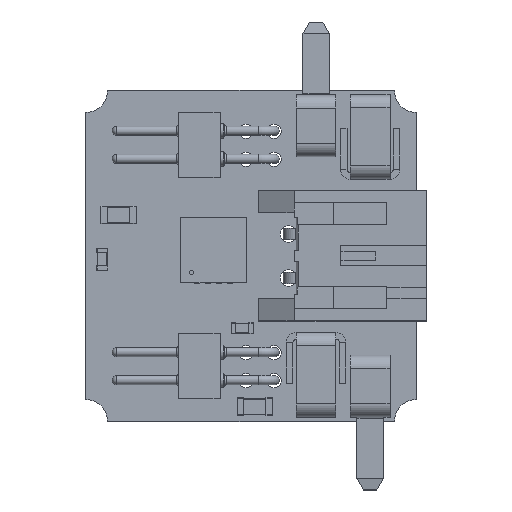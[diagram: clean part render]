
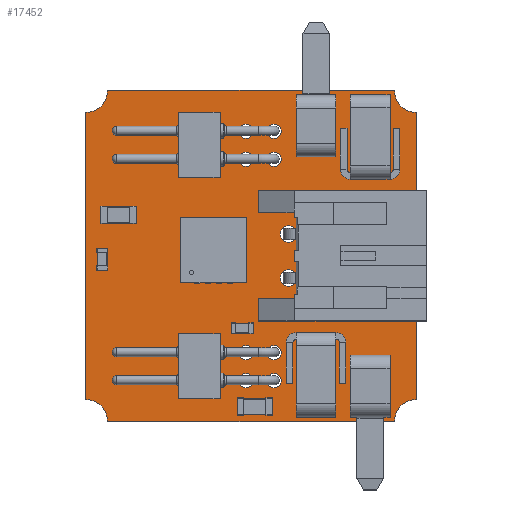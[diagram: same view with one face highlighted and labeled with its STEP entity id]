
A CAD part, top view. The second image highlights one B-rep face of the part: STEP entity #17452.
In plain terms, the highlighted planar face has unit normal (0, 0, 1).
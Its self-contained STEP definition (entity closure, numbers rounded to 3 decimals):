
#17149 = VERTEX_POINT('',#17150);
#17150 = CARTESIAN_POINT('',(6.5,7.5,1.51));
#17156 = EDGE_CURVE('',#17149,#17157,#17159,.T.);
#17157 = VERTEX_POINT('',#17158);
#17158 = CARTESIAN_POINT('',(7.5,6.5,1.51));
#17159 = CIRCLE('',#17160,1.);
#17160 = AXIS2_PLACEMENT_3D('',#17161,#17162,#17163);
#17161 = CARTESIAN_POINT('',(7.5,7.5,1.51));
#17162 = DIRECTION('',(0.,0.,1.));
#17163 = DIRECTION('',(-1.,0.,0.));
#17191 = VERTEX_POINT('',#17192);
#17192 = CARTESIAN_POINT('',(-6.5,7.5,1.51));
#17198 = EDGE_CURVE('',#17191,#17149,#17199,.T.);
#17199 = LINE('',#17200,#17201);
#17200 = CARTESIAN_POINT('',(-6.5,7.5,1.51));
#17201 = VECTOR('',#17202,1.);
#17202 = DIRECTION('',(1.,0.,0.));
#17220 = EDGE_CURVE('',#17157,#17221,#17223,.T.);
#17221 = VERTEX_POINT('',#17222);
#17222 = CARTESIAN_POINT('',(7.5,-6.5,1.51));
#17223 = LINE('',#17224,#17225);
#17224 = CARTESIAN_POINT('',(7.5,6.5,1.51));
#17225 = VECTOR('',#17226,1.);
#17226 = DIRECTION('',(0.,-1.,0.));
#17452 = ADVANCED_FACE('',(#17453,#17499,#17510,#17521,#17532,#17543,
    #17554,#17565,#17576,#17587,#17598,#17609,#17620,#17631,#17642),
  #17653,.T.);
#17453 = FACE_BOUND('',#17454,.T.);
#17454 = EDGE_LOOP('',(#17455,#17456,#17457,#17466,#17474,#17483,#17491,
    #17498));
#17455 = ORIENTED_EDGE('',*,*,#17156,.F.);
#17456 = ORIENTED_EDGE('',*,*,#17198,.F.);
#17457 = ORIENTED_EDGE('',*,*,#17458,.F.);
#17458 = EDGE_CURVE('',#17459,#17191,#17461,.T.);
#17459 = VERTEX_POINT('',#17460);
#17460 = CARTESIAN_POINT('',(-7.5,6.5,1.51));
#17461 = CIRCLE('',#17462,1.);
#17462 = AXIS2_PLACEMENT_3D('',#17463,#17464,#17465);
#17463 = CARTESIAN_POINT('',(-7.5,7.5,1.51));
#17464 = DIRECTION('',(0.,0.,1.));
#17465 = DIRECTION('',(0.,-1.,0.));
#17466 = ORIENTED_EDGE('',*,*,#17467,.F.);
#17467 = EDGE_CURVE('',#17468,#17459,#17470,.T.);
#17468 = VERTEX_POINT('',#17469);
#17469 = CARTESIAN_POINT('',(-7.5,-6.5,1.51));
#17470 = LINE('',#17471,#17472);
#17471 = CARTESIAN_POINT('',(-7.5,-6.5,1.51));
#17472 = VECTOR('',#17473,1.);
#17473 = DIRECTION('',(0.,1.,0.));
#17474 = ORIENTED_EDGE('',*,*,#17475,.F.);
#17475 = EDGE_CURVE('',#17476,#17468,#17478,.T.);
#17476 = VERTEX_POINT('',#17477);
#17477 = CARTESIAN_POINT('',(-6.5,-7.5,1.51));
#17478 = CIRCLE('',#17479,1.);
#17479 = AXIS2_PLACEMENT_3D('',#17480,#17481,#17482);
#17480 = CARTESIAN_POINT('',(-7.5,-7.5,1.51));
#17481 = DIRECTION('',(0.,0.,1.));
#17482 = DIRECTION('',(1.,0.,0.));
#17483 = ORIENTED_EDGE('',*,*,#17484,.F.);
#17484 = EDGE_CURVE('',#17485,#17476,#17487,.T.);
#17485 = VERTEX_POINT('',#17486);
#17486 = CARTESIAN_POINT('',(6.5,-7.5,1.51));
#17487 = LINE('',#17488,#17489);
#17488 = CARTESIAN_POINT('',(6.5,-7.5,1.51));
#17489 = VECTOR('',#17490,1.);
#17490 = DIRECTION('',(-1.,0.,0.));
#17491 = ORIENTED_EDGE('',*,*,#17492,.F.);
#17492 = EDGE_CURVE('',#17221,#17485,#17493,.T.);
#17493 = CIRCLE('',#17494,1.);
#17494 = AXIS2_PLACEMENT_3D('',#17495,#17496,#17497);
#17495 = CARTESIAN_POINT('',(7.5,-7.5,1.51));
#17496 = DIRECTION('',(0.,0.,1.));
#17497 = DIRECTION('',(0.,1.,-0.));
#17498 = ORIENTED_EDGE('',*,*,#17220,.F.);
#17499 = FACE_BOUND('',#17500,.T.);
#17500 = EDGE_LOOP('',(#17501));
#17501 = ORIENTED_EDGE('',*,*,#17502,.T.);
#17502 = EDGE_CURVE('',#17503,#17503,#17505,.T.);
#17503 = VERTEX_POINT('',#17504);
#17504 = CARTESIAN_POINT('',(-0.22,-5.975,1.51));
#17505 = CIRCLE('',#17506,0.325);
#17506 = AXIS2_PLACEMENT_3D('',#17507,#17508,#17509);
#17507 = CARTESIAN_POINT('',(-0.22,-5.65,1.51));
#17508 = DIRECTION('',(-0.,0.,-1.));
#17509 = DIRECTION('',(0.,-1.,-0.));
#17510 = FACE_BOUND('',#17511,.T.);
#17511 = EDGE_LOOP('',(#17512));
#17512 = ORIENTED_EDGE('',*,*,#17513,.T.);
#17513 = EDGE_CURVE('',#17514,#17514,#17516,.T.);
#17514 = VERTEX_POINT('',#17515);
#17515 = CARTESIAN_POINT('',(-0.22,-4.705,1.51));
#17516 = CIRCLE('',#17517,0.325);
#17517 = AXIS2_PLACEMENT_3D('',#17518,#17519,#17520);
#17518 = CARTESIAN_POINT('',(-0.22,-4.38,1.51));
#17519 = DIRECTION('',(-0.,0.,-1.));
#17520 = DIRECTION('',(0.,-1.,-0.));
#17521 = FACE_BOUND('',#17522,.T.);
#17522 = EDGE_LOOP('',(#17523));
#17523 = ORIENTED_EDGE('',*,*,#17524,.T.);
#17524 = EDGE_CURVE('',#17525,#17525,#17527,.T.);
#17525 = VERTEX_POINT('',#17526);
#17526 = CARTESIAN_POINT('',(-2.225,-0.425,1.51));
#17527 = CIRCLE('',#17528,0.15);
#17528 = AXIS2_PLACEMENT_3D('',#17529,#17530,#17531);
#17529 = CARTESIAN_POINT('',(-2.225,-0.275,1.51));
#17530 = DIRECTION('',(-0.,0.,-1.));
#17531 = DIRECTION('',(-0.,-1.,0.));
#17532 = FACE_BOUND('',#17533,.T.);
#17533 = EDGE_LOOP('',(#17534));
#17534 = ORIENTED_EDGE('',*,*,#17535,.T.);
#17535 = EDGE_CURVE('',#17536,#17536,#17538,.T.);
#17536 = VERTEX_POINT('',#17537);
#17537 = CARTESIAN_POINT('',(-1.175,-0.425,1.51));
#17538 = CIRCLE('',#17539,0.15);
#17539 = AXIS2_PLACEMENT_3D('',#17540,#17541,#17542);
#17540 = CARTESIAN_POINT('',(-1.175,-0.275,1.51));
#17541 = DIRECTION('',(-0.,0.,-1.));
#17542 = DIRECTION('',(0.,-1.,0.));
#17543 = FACE_BOUND('',#17544,.T.);
#17544 = EDGE_LOOP('',(#17545));
#17545 = ORIENTED_EDGE('',*,*,#17546,.T.);
#17546 = EDGE_CURVE('',#17547,#17547,#17549,.T.);
#17547 = VERTEX_POINT('',#17548);
#17548 = CARTESIAN_POINT('',(1.05,-5.975,1.51));
#17549 = CIRCLE('',#17550,0.325);
#17550 = AXIS2_PLACEMENT_3D('',#17551,#17552,#17553);
#17551 = CARTESIAN_POINT('',(1.05,-5.65,1.51));
#17552 = DIRECTION('',(-0.,0.,-1.));
#17553 = DIRECTION('',(-0.,-1.,0.));
#17554 = FACE_BOUND('',#17555,.T.);
#17555 = EDGE_LOOP('',(#17556));
#17556 = ORIENTED_EDGE('',*,*,#17557,.T.);
#17557 = EDGE_CURVE('',#17558,#17558,#17560,.T.);
#17558 = VERTEX_POINT('',#17559);
#17559 = CARTESIAN_POINT('',(1.05,-4.705,1.51));
#17560 = CIRCLE('',#17561,0.325);
#17561 = AXIS2_PLACEMENT_3D('',#17562,#17563,#17564);
#17562 = CARTESIAN_POINT('',(1.05,-4.38,1.51));
#17563 = DIRECTION('',(-0.,0.,-1.));
#17564 = DIRECTION('',(-0.,-1.,0.));
#17565 = FACE_BOUND('',#17566,.T.);
#17566 = EDGE_LOOP('',(#17567));
#17567 = ORIENTED_EDGE('',*,*,#17568,.T.);
#17568 = EDGE_CURVE('',#17569,#17569,#17571,.T.);
#17569 = VERTEX_POINT('',#17570);
#17570 = CARTESIAN_POINT('',(1.7,-1.375,1.51));
#17571 = CIRCLE('',#17572,0.375);
#17572 = AXIS2_PLACEMENT_3D('',#17573,#17574,#17575);
#17573 = CARTESIAN_POINT('',(1.7,-1.,1.51));
#17574 = DIRECTION('',(-0.,0.,-1.));
#17575 = DIRECTION('',(0.,-1.,0.));
#17576 = FACE_BOUND('',#17577,.T.);
#17577 = EDGE_LOOP('',(#17578));
#17578 = ORIENTED_EDGE('',*,*,#17579,.T.);
#17579 = EDGE_CURVE('',#17580,#17580,#17582,.T.);
#17580 = VERTEX_POINT('',#17581);
#17581 = CARTESIAN_POINT('',(-2.225,0.625,1.51));
#17582 = CIRCLE('',#17583,0.15);
#17583 = AXIS2_PLACEMENT_3D('',#17584,#17585,#17586);
#17584 = CARTESIAN_POINT('',(-2.225,0.775,1.51));
#17585 = DIRECTION('',(-0.,0.,-1.));
#17586 = DIRECTION('',(-0.,-1.,0.));
#17587 = FACE_BOUND('',#17588,.T.);
#17588 = EDGE_LOOP('',(#17589));
#17589 = ORIENTED_EDGE('',*,*,#17590,.T.);
#17590 = EDGE_CURVE('',#17591,#17591,#17593,.T.);
#17591 = VERTEX_POINT('',#17592);
#17592 = CARTESIAN_POINT('',(-1.175,0.625,1.51));
#17593 = CIRCLE('',#17594,0.15);
#17594 = AXIS2_PLACEMENT_3D('',#17595,#17596,#17597);
#17595 = CARTESIAN_POINT('',(-1.175,0.775,1.51));
#17596 = DIRECTION('',(-0.,0.,-1.));
#17597 = DIRECTION('',(0.,-1.,0.));
#17598 = FACE_BOUND('',#17599,.T.);
#17599 = EDGE_LOOP('',(#17600));
#17600 = ORIENTED_EDGE('',*,*,#17601,.T.);
#17601 = EDGE_CURVE('',#17602,#17602,#17604,.T.);
#17602 = VERTEX_POINT('',#17603);
#17603 = CARTESIAN_POINT('',(-0.22,4.055,1.51));
#17604 = CIRCLE('',#17605,0.325);
#17605 = AXIS2_PLACEMENT_3D('',#17606,#17607,#17608);
#17606 = CARTESIAN_POINT('',(-0.22,4.38,1.51));
#17607 = DIRECTION('',(-0.,0.,-1.));
#17608 = DIRECTION('',(0.,-1.,-0.));
#17609 = FACE_BOUND('',#17610,.T.);
#17610 = EDGE_LOOP('',(#17611));
#17611 = ORIENTED_EDGE('',*,*,#17612,.T.);
#17612 = EDGE_CURVE('',#17613,#17613,#17615,.T.);
#17613 = VERTEX_POINT('',#17614);
#17614 = CARTESIAN_POINT('',(-0.22,5.325,1.51));
#17615 = CIRCLE('',#17616,0.325);
#17616 = AXIS2_PLACEMENT_3D('',#17617,#17618,#17619);
#17617 = CARTESIAN_POINT('',(-0.22,5.65,1.51));
#17618 = DIRECTION('',(-0.,0.,-1.));
#17619 = DIRECTION('',(0.,-1.,-0.));
#17620 = FACE_BOUND('',#17621,.T.);
#17621 = EDGE_LOOP('',(#17622));
#17622 = ORIENTED_EDGE('',*,*,#17623,.T.);
#17623 = EDGE_CURVE('',#17624,#17624,#17626,.T.);
#17624 = VERTEX_POINT('',#17625);
#17625 = CARTESIAN_POINT('',(1.7,0.625,1.51));
#17626 = CIRCLE('',#17627,0.375);
#17627 = AXIS2_PLACEMENT_3D('',#17628,#17629,#17630);
#17628 = CARTESIAN_POINT('',(1.7,1.,1.51));
#17629 = DIRECTION('',(-0.,0.,-1.));
#17630 = DIRECTION('',(0.,-1.,0.));
#17631 = FACE_BOUND('',#17632,.T.);
#17632 = EDGE_LOOP('',(#17633));
#17633 = ORIENTED_EDGE('',*,*,#17634,.T.);
#17634 = EDGE_CURVE('',#17635,#17635,#17637,.T.);
#17635 = VERTEX_POINT('',#17636);
#17636 = CARTESIAN_POINT('',(1.05,4.055,1.51));
#17637 = CIRCLE('',#17638,0.325);
#17638 = AXIS2_PLACEMENT_3D('',#17639,#17640,#17641);
#17639 = CARTESIAN_POINT('',(1.05,4.38,1.51));
#17640 = DIRECTION('',(-0.,0.,-1.));
#17641 = DIRECTION('',(-0.,-1.,0.));
#17642 = FACE_BOUND('',#17643,.T.);
#17643 = EDGE_LOOP('',(#17644));
#17644 = ORIENTED_EDGE('',*,*,#17645,.T.);
#17645 = EDGE_CURVE('',#17646,#17646,#17648,.T.);
#17646 = VERTEX_POINT('',#17647);
#17647 = CARTESIAN_POINT('',(1.05,5.325,1.51));
#17648 = CIRCLE('',#17649,0.325);
#17649 = AXIS2_PLACEMENT_3D('',#17650,#17651,#17652);
#17650 = CARTESIAN_POINT('',(1.05,5.65,1.51));
#17651 = DIRECTION('',(-0.,0.,-1.));
#17652 = DIRECTION('',(-0.,-1.,0.));
#17653 = PLANE('',#17654);
#17654 = AXIS2_PLACEMENT_3D('',#17655,#17656,#17657);
#17655 = CARTESIAN_POINT('',(0.,0.,1.51));
#17656 = DIRECTION('',(0.,0.,1.));
#17657 = DIRECTION('',(1.,0.,-0.));
